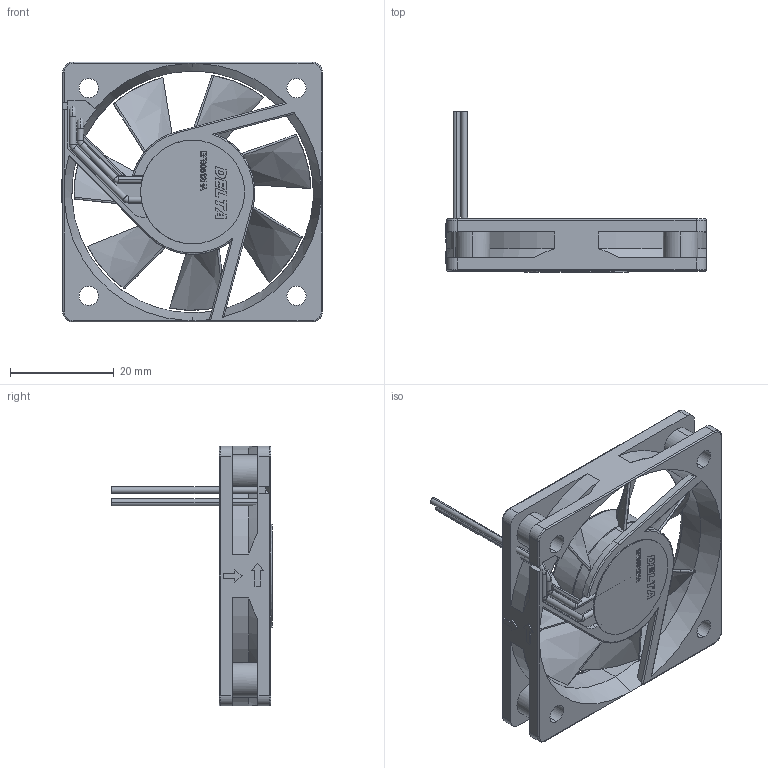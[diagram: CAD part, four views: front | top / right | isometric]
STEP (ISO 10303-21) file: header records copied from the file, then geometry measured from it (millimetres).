
FILE_DESCRIPTION (( 'STEP AP214' ), '1' );
FILE_NAME ('FBA57B95-8A65-4771-8CF7-03CED8E8D882.STEP', '2024-11-26T11:33:36', ( '' ), ( '' ), 'SwSTEP 2.0', 'SolidWorks 2022', '' );
FILE_SCHEMA (( 'AUTOMOTIVE_DESIGN' ));
Length unit declared in the file: millimetre
Products named in the file (1): FBA57B95-8A65-4771-8CF7-03CED8E8D882
Bounding box: 50.23 x 30.9 x 50 mm (x, y, z)
Volume: 10996.4 mm3; surface area: 10376.8 mm2
Topology: 3 solids, 3 shells, 445 faces, 1217 edges, 796 vertices
Faces by surface type: plane 217, bspline 96, cylinder 95, torus 27, cone 10
Entity records: 22175 total; most frequent: CARTESIAN_POINT 6534, ORIENTED_EDGE 2434, DIRECTION 1927, EDGE_CURVE 1217, VERTEX_POINT 796, LINE 673, VECTOR 673, AXIS2_PLACEMENT_3D 627
